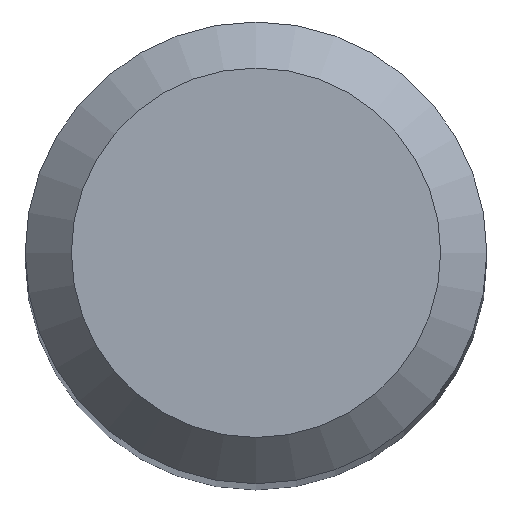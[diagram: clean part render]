
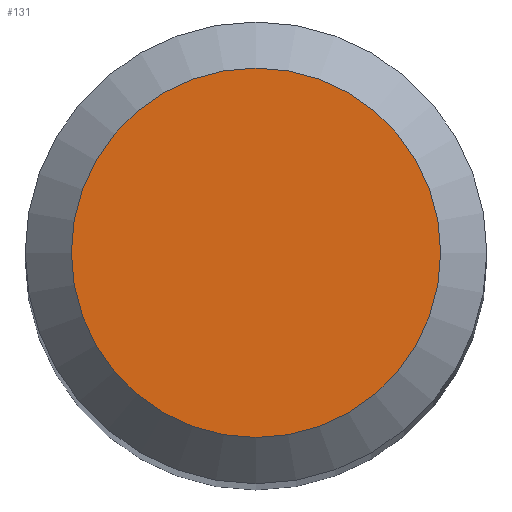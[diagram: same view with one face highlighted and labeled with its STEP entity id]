
A CAD part, top view. The second image highlights one B-rep face of the part: STEP entity #131.
In plain terms, the highlighted planar face has unit normal (0, 0, 1).
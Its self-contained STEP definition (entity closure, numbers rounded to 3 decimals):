
#23 = CARTESIAN_POINT ( 'NONE',  ( 0., 0., 38. ) ) ;
#28 = AXIS2_PLACEMENT_3D ( 'NONE', #23, #215, #168 ) ;
#37 = AXIS2_PLACEMENT_3D ( 'NONE', #127, #126, #164 ) ;
#60 = VERTEX_POINT ( 'NONE', #62 ) ;
#62 = CARTESIAN_POINT ( 'NONE',  ( 0., 1.2, 38. ) ) ;
#126 = DIRECTION ( 'NONE',  ( 0., 0., -1. ) ) ;
#127 = CARTESIAN_POINT ( 'NONE',  ( 0., 0., 38. ) ) ;
#131 = ADVANCED_FACE ( 'NONE', ( #143 ), #147, .F. ) ;
#139 = ORIENTED_EDGE ( 'NONE', *, *, #167, .F. ) ;
#141 = CIRCLE ( 'NONE', #28, 1.2 ) ;
#143 = FACE_OUTER_BOUND ( 'NONE', #192, .T. ) ;
#147 = PLANE ( 'NONE',  #37 ) ;
#164 = DIRECTION ( 'NONE',  ( 0., 1., 0. ) ) ;
#167 = EDGE_CURVE ( 'NONE', #60, #60, #141, .T. ) ;
#168 = DIRECTION ( 'NONE',  ( 0., 1., 0. ) ) ;
#192 = EDGE_LOOP ( 'NONE', ( #139 ) ) ;
#215 = DIRECTION ( 'NONE',  ( 0., 0., -1. ) ) ;
